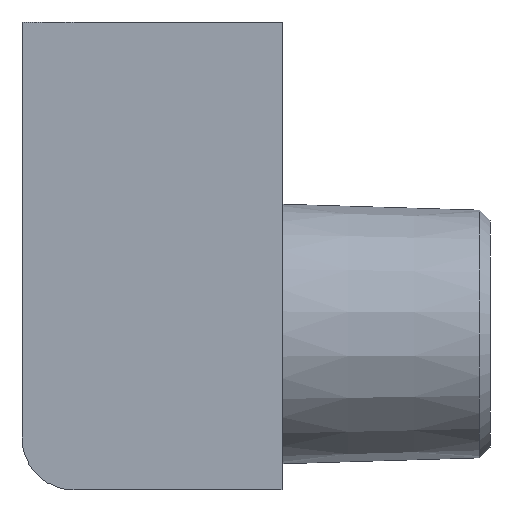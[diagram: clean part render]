
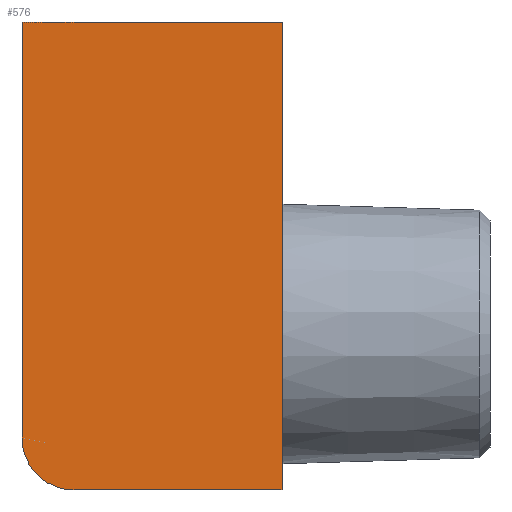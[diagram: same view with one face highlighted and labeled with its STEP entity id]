
A CAD part, left-side view. The second image highlights one B-rep face of the part: STEP entity #576.
In plain terms, the highlighted planar face has unit normal (-1, 0, 0).
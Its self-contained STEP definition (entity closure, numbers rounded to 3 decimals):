
#28 = AXIS2_PLACEMENT_3D ( 'NONE', #399, #190, #217 ) ;
#50 = AXIS2_PLACEMENT_3D ( 'NONE', #218, #224, #227 ) ;
#55 = CARTESIAN_POINT ( 'NONE',  ( -5., 18., 12. ) ) ;
#57 = CARTESIAN_POINT ( 'NONE',  ( -5., 18., -4. ) ) ;
#58 = CARTESIAN_POINT ( 'NONE',  ( -5., 8., 12. ) ) ;
#67 = DIRECTION ( 'NONE',  ( 0., 0., 1. ) ) ;
#69 = CARTESIAN_POINT ( 'NONE',  ( -5., 18., -6. ) ) ;
#84 = CARTESIAN_POINT ( 'NONE',  ( -5., 8., -6. ) ) ;
#94 = DIRECTION ( 'NONE',  ( 0., -1., 0. ) ) ;
#95 = CARTESIAN_POINT ( 'NONE',  ( -5., 18., -6. ) ) ;
#126 = CARTESIAN_POINT ( 'NONE',  ( -5., 16., -6. ) ) ;
#137 = VERTEX_POINT ( 'NONE', #126 ) ;
#149 = VERTEX_POINT ( 'NONE', #84 ) ;
#153 = DIRECTION ( 'NONE',  ( 0., -1., 0. ) ) ;
#162 = CARTESIAN_POINT ( 'NONE',  ( -5., 18., 12. ) ) ;
#170 = VERTEX_POINT ( 'NONE', #58 ) ;
#171 = VERTEX_POINT ( 'NONE', #57 ) ;
#190 = DIRECTION ( 'NONE',  ( -1., 0., 0. ) ) ;
#216 = PLANE ( 'NONE',  #50 ) ;
#217 = DIRECTION ( 'NONE',  ( 0., 0., -1. ) ) ;
#218 = CARTESIAN_POINT ( 'NONE',  ( -5., 18., -6. ) ) ;
#224 = DIRECTION ( 'NONE',  ( 1., 0., 0. ) ) ;
#227 = DIRECTION ( 'NONE',  ( 0., 0., -1. ) ) ;
#368 = VERTEX_POINT ( 'NONE', #162 ) ;
#384 = CARTESIAN_POINT ( 'NONE',  ( -5., 8., -6. ) ) ;
#389 = DIRECTION ( 'NONE',  ( 0., 0., 1. ) ) ;
#399 = CARTESIAN_POINT ( 'NONE',  ( -5., 16., -4. ) ) ;
#464 = EDGE_LOOP ( 'NONE', ( #499, #506, #521, #523, #524 ) ) ;
#499 = ORIENTED_EDGE ( 'NONE', *, *, #771, .F. ) ;
#506 = ORIENTED_EDGE ( 'NONE', *, *, #763, .T. ) ;
#521 = ORIENTED_EDGE ( 'NONE', *, *, #769, .T. ) ;
#523 = ORIENTED_EDGE ( 'NONE', *, *, #752, .T. ) ;
#524 = ORIENTED_EDGE ( 'NONE', *, *, #772, .F. ) ;
#549 = FACE_OUTER_BOUND ( 'NONE', #464, .T. ) ;
#576 = ADVANCED_FACE ( 'NONE', ( #549 ), #216, .F. ) ;
#654 = VECTOR ( 'NONE', #153, 1000. ) ;
#656 = LINE ( 'NONE', #55, #654 ) ;
#657 = VECTOR ( 'NONE', #67, 1000. ) ;
#658 = LINE ( 'NONE', #69, #657 ) ;
#662 = VECTOR ( 'NONE', #94, 1000. ) ;
#663 = LINE ( 'NONE', #95, #662 ) ;
#669 = CIRCLE ( 'NONE', #28, 2. ) ;
#685 = VECTOR ( 'NONE', #389, 1000. ) ;
#691 = LINE ( 'NONE', #384, #685 ) ;
#752 = EDGE_CURVE ( 'NONE', #149, #170, #691, .T. ) ;
#763 = EDGE_CURVE ( 'NONE', #171, #137, #669, .T. ) ;
#769 = EDGE_CURVE ( 'NONE', #137, #149, #663, .T. ) ;
#771 = EDGE_CURVE ( 'NONE', #171, #368, #658, .T. ) ;
#772 = EDGE_CURVE ( 'NONE', #368, #170, #656, .T. ) ;
